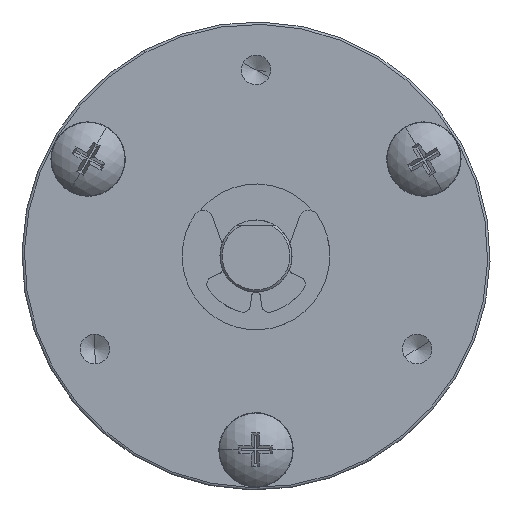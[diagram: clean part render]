
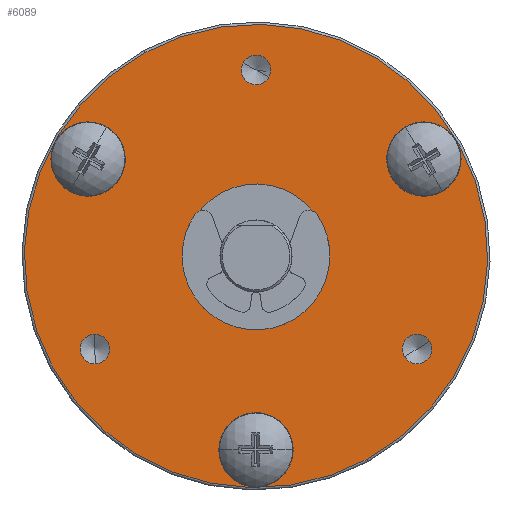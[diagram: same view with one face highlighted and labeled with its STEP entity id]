
A CAD part, front view. The second image highlights one B-rep face of the part: STEP entity #6089.
In plain terms, the highlighted planar face has unit normal (0, -1, 0).
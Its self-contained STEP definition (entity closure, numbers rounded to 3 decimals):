
#5447=CARTESIAN_POINT('Axis2P3D Location',(-13.423,0.,-7.75)) ;
#5451=CARTESIAN_POINT('Vertex',(-13.452,0.,-6.521)) ;
#5453=CARTESIAN_POINT('Vertex',(-13.394,0.,-8.979)) ;
#5473=CARTESIAN_POINT('Axis2P3D Location',(-13.423,0.,-7.75)) ;
#5490=CARTESIAN_POINT('Axis2P3D Location',(13.423,0.,-7.75)) ;
#5494=CARTESIAN_POINT('Vertex',(12.373,0.,-8.39)) ;
#5496=CARTESIAN_POINT('Vertex',(14.473,0.,-7.11)) ;
#5516=CARTESIAN_POINT('Axis2P3D Location',(13.423,0.,-7.75)) ;
#5532=CARTESIAN_POINT('Vertex',(-2.877,0.,5.265)) ;
#5539=CARTESIAN_POINT('Vertex',(2.877,0.,-5.265)) ;
#5542=CARTESIAN_POINT('Axis2P3D Location',(0.,0.,0.)) ;
#5554=CARTESIAN_POINT('Axis2P3D Location',(0.,0.,0.)) ;
#5571=CARTESIAN_POINT('Axis2P3D Location',(0.,0.,15.5)) ;
#5575=CARTESIAN_POINT('Vertex',(1.079,0.,14.911)) ;
#5577=CARTESIAN_POINT('Vertex',(-1.079,0.,16.089)) ;
#5597=CARTESIAN_POINT('Axis2P3D Location',(0.,0.,15.5)) ;
#5614=CARTESIAN_POINT('Axis2P3D Location',(0.,0.,-16.15)) ;
#5618=CARTESIAN_POINT('Vertex',(-2.721,0.,-14.664)) ;
#5620=CARTESIAN_POINT('Vertex',(2.721,0.,-17.636)) ;
#5649=CARTESIAN_POINT('Axis2P3D Location',(0.,0.,-16.15)) ;
#5848=CARTESIAN_POINT('Axis2P3D Location',(13.986,0.,8.075)) ;
#5852=CARTESIAN_POINT('Vertex',(13.913,0.,11.174)) ;
#5854=CARTESIAN_POINT('Vertex',(14.059,0.,4.976)) ;
#5874=CARTESIAN_POINT('Axis2P3D Location',(13.986,0.,8.075)) ;
#6000=CARTESIAN_POINT('Axis2P3D Location',(-13.986,0.,8.075)) ;
#6004=CARTESIAN_POINT('Vertex',(-16.634,0.,6.462)) ;
#6006=CARTESIAN_POINT('Vertex',(-11.339,0.,9.688)) ;
#6026=CARTESIAN_POINT('Axis2P3D Location',(-13.986,0.,8.075)) ;
#6038=CARTESIAN_POINT('Axis2P3D Location',(0.,0.,6.)) ;
#6043=CARTESIAN_POINT('Axis2P3D Location',(0.,0.,0.)) ;
#6047=CARTESIAN_POINT('Vertex',(-9.253,0.,16.937)) ;
#6049=CARTESIAN_POINT('Vertex',(9.253,0.,-16.937)) ;
#6052=CARTESIAN_POINT('Axis2P3D Location',(0.,0.,0.)) ;
#5448=DIRECTION('Axis2P3D Direction',(0.,1.,-0.)) ;
#5474=DIRECTION('Axis2P3D Direction',(0.,1.,-0.)) ;
#5491=DIRECTION('Axis2P3D Direction',(0.,1.,0.)) ;
#5517=DIRECTION('Axis2P3D Direction',(0.,1.,0.)) ;
#5543=DIRECTION('Axis2P3D Direction',(0.,-1.,0.)) ;
#5555=DIRECTION('Axis2P3D Direction',(0.,-1.,0.)) ;
#5572=DIRECTION('Axis2P3D Direction',(-0.,1.,0.)) ;
#5598=DIRECTION('Axis2P3D Direction',(-0.,1.,0.)) ;
#5615=DIRECTION('Axis2P3D Direction',(-0.,1.,0.)) ;
#5650=DIRECTION('Axis2P3D Direction',(-0.,1.,0.)) ;
#5849=DIRECTION('Axis2P3D Direction',(0.,1.,-0.)) ;
#5875=DIRECTION('Axis2P3D Direction',(0.,1.,-0.)) ;
#6001=DIRECTION('Axis2P3D Direction',(0.,1.,0.)) ;
#6027=DIRECTION('Axis2P3D Direction',(0.,1.,0.)) ;
#6039=DIRECTION('Axis2P3D Direction',(0.,-1.,0.)) ;
#6040=DIRECTION('Axis2P3D XDirection',(1.,0.,0.)) ;
#6044=DIRECTION('Axis2P3D Direction',(0.,-1.,0.)) ;
#6053=DIRECTION('Axis2P3D Direction',(0.,-1.,0.)) ;
#5449=AXIS2_PLACEMENT_3D('Circle Axis2P3D',#5447,#5448,$) ;
#5475=AXIS2_PLACEMENT_3D('Circle Axis2P3D',#5473,#5474,$) ;
#5492=AXIS2_PLACEMENT_3D('Circle Axis2P3D',#5490,#5491,$) ;
#5518=AXIS2_PLACEMENT_3D('Circle Axis2P3D',#5516,#5517,$) ;
#5544=AXIS2_PLACEMENT_3D('Circle Axis2P3D',#5542,#5543,$) ;
#5556=AXIS2_PLACEMENT_3D('Circle Axis2P3D',#5554,#5555,$) ;
#5573=AXIS2_PLACEMENT_3D('Circle Axis2P3D',#5571,#5572,$) ;
#5599=AXIS2_PLACEMENT_3D('Circle Axis2P3D',#5597,#5598,$) ;
#5616=AXIS2_PLACEMENT_3D('Circle Axis2P3D',#5614,#5615,$) ;
#5651=AXIS2_PLACEMENT_3D('Circle Axis2P3D',#5649,#5650,$) ;
#5850=AXIS2_PLACEMENT_3D('Circle Axis2P3D',#5848,#5849,$) ;
#5876=AXIS2_PLACEMENT_3D('Circle Axis2P3D',#5874,#5875,$) ;
#6002=AXIS2_PLACEMENT_3D('Circle Axis2P3D',#6000,#6001,$) ;
#6028=AXIS2_PLACEMENT_3D('Circle Axis2P3D',#6026,#6027,$) ;
#6041=AXIS2_PLACEMENT_3D('Plane Axis2P3D',#6038,#6039,#6040) ;
#6045=AXIS2_PLACEMENT_3D('Circle Axis2P3D',#6043,#6044,$) ;
#6054=AXIS2_PLACEMENT_3D('Circle Axis2P3D',#6052,#6053,$) ;
#6058=ORIENTED_EDGE('',*,*,#6051,.T.) ;
#6059=ORIENTED_EDGE('',*,*,#6056,.T.) ;
#6062=ORIENTED_EDGE('',*,*,#5622,.F.) ;
#6063=ORIENTED_EDGE('',*,*,#5653,.F.) ;
#6066=ORIENTED_EDGE('',*,*,#5601,.F.) ;
#6067=ORIENTED_EDGE('',*,*,#5579,.F.) ;
#6070=ORIENTED_EDGE('',*,*,#5558,.F.) ;
#6071=ORIENTED_EDGE('',*,*,#5546,.F.) ;
#6074=ORIENTED_EDGE('',*,*,#5520,.F.) ;
#6075=ORIENTED_EDGE('',*,*,#5498,.F.) ;
#6078=ORIENTED_EDGE('',*,*,#5477,.F.) ;
#6079=ORIENTED_EDGE('',*,*,#5455,.F.) ;
#6082=ORIENTED_EDGE('',*,*,#6030,.F.) ;
#6083=ORIENTED_EDGE('',*,*,#6008,.F.) ;
#6086=ORIENTED_EDGE('',*,*,#5878,.F.) ;
#6087=ORIENTED_EDGE('',*,*,#5856,.F.) ;
#6064=FACE_BOUND('',#6061,.T.) ;
#6068=FACE_BOUND('',#6065,.T.) ;
#6072=FACE_BOUND('',#6069,.T.) ;
#6076=FACE_BOUND('',#6073,.T.) ;
#6080=FACE_BOUND('',#6077,.T.) ;
#6084=FACE_BOUND('',#6081,.T.) ;
#6088=FACE_BOUND('',#6085,.T.) ;
#6089=ADVANCED_FACE('reducteur',(#6060,#6064,#6068,#6072,#6076,#6080,#6084,#6088),#6042,.T.) ;
#5450=CIRCLE('generated circle',#5449,1.23) ;
#5476=CIRCLE('generated circle',#5475,1.23) ;
#5493=CIRCLE('generated circle',#5492,1.23) ;
#5519=CIRCLE('generated circle',#5518,1.23) ;
#5545=CIRCLE('generated circle',#5544,6.) ;
#5557=CIRCLE('generated circle',#5556,6.) ;
#5574=CIRCLE('generated circle',#5573,1.23) ;
#5600=CIRCLE('generated circle',#5599,1.23) ;
#5617=CIRCLE('generated circle',#5616,3.1) ;
#5652=CIRCLE('generated circle',#5651,3.1) ;
#5851=CIRCLE('generated circle',#5850,3.1) ;
#5877=CIRCLE('generated circle',#5876,3.1) ;
#6003=CIRCLE('generated circle',#6002,3.1) ;
#6029=CIRCLE('generated circle',#6028,3.1) ;
#6046=CIRCLE('generated circle',#6045,19.3) ;
#6055=CIRCLE('generated circle',#6054,19.3) ;
#5455=EDGE_CURVE('',#5452,#5454,#5450,.F.) ;
#5477=EDGE_CURVE('',#5454,#5452,#5476,.F.) ;
#5498=EDGE_CURVE('',#5495,#5497,#5493,.F.) ;
#5520=EDGE_CURVE('',#5497,#5495,#5519,.F.) ;
#5546=EDGE_CURVE('',#5540,#5533,#5545,.T.) ;
#5558=EDGE_CURVE('',#5533,#5540,#5557,.T.) ;
#5579=EDGE_CURVE('',#5576,#5578,#5574,.F.) ;
#5601=EDGE_CURVE('',#5578,#5576,#5600,.F.) ;
#5622=EDGE_CURVE('',#5619,#5621,#5617,.F.) ;
#5653=EDGE_CURVE('',#5621,#5619,#5652,.F.) ;
#5856=EDGE_CURVE('',#5853,#5855,#5851,.F.) ;
#5878=EDGE_CURVE('',#5855,#5853,#5877,.F.) ;
#6008=EDGE_CURVE('',#6005,#6007,#6003,.F.) ;
#6030=EDGE_CURVE('',#6007,#6005,#6029,.F.) ;
#6051=EDGE_CURVE('',#6048,#6050,#6046,.T.) ;
#6056=EDGE_CURVE('',#6050,#6048,#6055,.T.) ;
#6057=EDGE_LOOP('',(#6058,#6059)) ;
#6061=EDGE_LOOP('',(#6062,#6063)) ;
#6065=EDGE_LOOP('',(#6066,#6067)) ;
#6069=EDGE_LOOP('',(#6070,#6071)) ;
#6073=EDGE_LOOP('',(#6074,#6075)) ;
#6077=EDGE_LOOP('',(#6078,#6079)) ;
#6081=EDGE_LOOP('',(#6082,#6083)) ;
#6085=EDGE_LOOP('',(#6086,#6087)) ;
#6060=FACE_OUTER_BOUND('',#6057,.T.) ;
#6042=PLANE('Plane',#6041) ;
#5452=VERTEX_POINT('',#5451) ;
#5454=VERTEX_POINT('',#5453) ;
#5495=VERTEX_POINT('',#5494) ;
#5497=VERTEX_POINT('',#5496) ;
#5533=VERTEX_POINT('',#5532) ;
#5540=VERTEX_POINT('',#5539) ;
#5576=VERTEX_POINT('',#5575) ;
#5578=VERTEX_POINT('',#5577) ;
#5619=VERTEX_POINT('',#5618) ;
#5621=VERTEX_POINT('',#5620) ;
#5853=VERTEX_POINT('',#5852) ;
#5855=VERTEX_POINT('',#5854) ;
#6005=VERTEX_POINT('',#6004) ;
#6007=VERTEX_POINT('',#6006) ;
#6048=VERTEX_POINT('',#6047) ;
#6050=VERTEX_POINT('',#6049) ;
